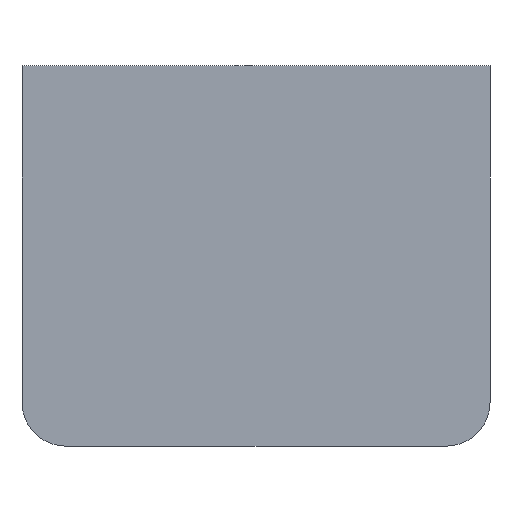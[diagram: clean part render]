
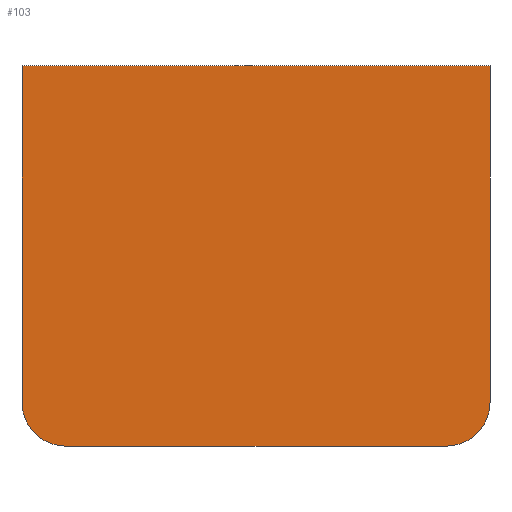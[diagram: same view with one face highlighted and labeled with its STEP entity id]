
A CAD part, front view. The second image highlights one B-rep face of the part: STEP entity #103.
In plain terms, the highlighted planar face has unit normal (0, -1, 0).
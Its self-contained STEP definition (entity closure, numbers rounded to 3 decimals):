
#3 = CARTESIAN_POINT ( 'NONE',  ( -6.5, 0., -13. ) ) ;
#10 = DIRECTION ( 'NONE',  ( 0., 0., 1. ) ) ;
#21 = CARTESIAN_POINT ( 'NONE',  ( 8., 0., 0. ) ) ;
#22 = LINE ( 'NONE', #165, #226 ) ;
#23 = VECTOR ( 'NONE', #49, 1000. ) ;
#27 = DIRECTION ( 'NONE',  ( 0., 0., -1. ) ) ;
#35 = CIRCLE ( 'NONE', #99, 1.5 ) ;
#38 = EDGE_CURVE ( 'NONE', #153, #114, #22, .T. ) ;
#43 = DIRECTION ( 'NONE',  ( 0., 0., 1. ) ) ;
#49 = DIRECTION ( 'NONE',  ( 0., 0., -1. ) ) ;
#51 = LINE ( 'NONE', #154, #145 ) ;
#57 = VERTEX_POINT ( 'NONE', #21 ) ;
#67 = CARTESIAN_POINT ( 'NONE',  ( -8., 0., 0. ) ) ;
#72 = CARTESIAN_POINT ( 'NONE',  ( -8., 0., 0. ) ) ;
#74 = EDGE_CURVE ( 'NONE', #114, #57, #253, .T. ) ;
#76 = ORIENTED_EDGE ( 'NONE', *, *, #137, .F. ) ;
#85 = DIRECTION ( 'NONE',  ( 0., 0., 1. ) ) ;
#88 = EDGE_CURVE ( 'NONE', #239, #153, #251, .T. ) ;
#90 = ORIENTED_EDGE ( 'NONE', *, *, #38, .F. ) ;
#95 = ORIENTED_EDGE ( 'NONE', *, *, #88, .F. ) ;
#98 = ORIENTED_EDGE ( 'NONE', *, *, #238, .F. ) ;
#99 = AXIS2_PLACEMENT_3D ( 'NONE', #151, #130, #27 ) ;
#103 = ADVANCED_FACE ( 'NONE', ( #257 ), #234, .F. ) ;
#110 = DIRECTION ( 'NONE',  ( 0., 1., 0. ) ) ;
#111 = CARTESIAN_POINT ( 'NONE',  ( -6.5, 0., -11.5 ) ) ;
#114 = VERTEX_POINT ( 'NONE', #72 ) ;
#130 = DIRECTION ( 'NONE',  ( 0., 1., 0. ) ) ;
#134 = DIRECTION ( 'NONE',  ( -1., 0., 0. ) ) ;
#137 = EDGE_CURVE ( 'NONE', #161, #239, #51, .T. ) ;
#145 = VECTOR ( 'NONE', #134, 1000. ) ;
#148 = AXIS2_PLACEMENT_3D ( 'NONE', #185, #268, #85 ) ;
#150 = DIRECTION ( 'NONE',  ( 1., 0., 0. ) ) ;
#151 = CARTESIAN_POINT ( 'NONE',  ( 6.5, 0., -11.5 ) ) ;
#153 = VERTEX_POINT ( 'NONE', #242 ) ;
#154 = CARTESIAN_POINT ( 'NONE',  ( -6.5, 0., -13. ) ) ;
#161 = VERTEX_POINT ( 'NONE', #169 ) ;
#165 = CARTESIAN_POINT ( 'NONE',  ( -8., 0., -11.5 ) ) ;
#169 = CARTESIAN_POINT ( 'NONE',  ( 6.5, 0., -13. ) ) ;
#172 = LINE ( 'NONE', #189, #23 ) ;
#181 = CARTESIAN_POINT ( 'NONE',  ( 8., 0., -11.5 ) ) ;
#182 = AXIS2_PLACEMENT_3D ( 'NONE', #111, #110, #10 ) ;
#185 = CARTESIAN_POINT ( 'NONE',  ( -6.5, 0., -11.5 ) ) ;
#189 = CARTESIAN_POINT ( 'NONE',  ( 8., 0., -11.5 ) ) ;
#199 = ORIENTED_EDGE ( 'NONE', *, *, #208, .F. ) ;
#208 = EDGE_CURVE ( 'NONE', #57, #261, #172, .T. ) ;
#226 = VECTOR ( 'NONE', #43, 1000. ) ;
#227 = EDGE_LOOP ( 'NONE', ( #199, #235, #90, #95, #76, #98 ) ) ;
#234 = PLANE ( 'NONE',  #182 ) ;
#235 = ORIENTED_EDGE ( 'NONE', *, *, #74, .F. ) ;
#236 = VECTOR ( 'NONE', #150, 1000. ) ;
#238 = EDGE_CURVE ( 'NONE', #261, #161, #35, .T. ) ;
#239 = VERTEX_POINT ( 'NONE', #3 ) ;
#242 = CARTESIAN_POINT ( 'NONE',  ( -8., 0., -11.5 ) ) ;
#251 = CIRCLE ( 'NONE', #148, 1.5 ) ;
#253 = LINE ( 'NONE', #67, #236 ) ;
#257 = FACE_OUTER_BOUND ( 'NONE', #227, .T. ) ;
#261 = VERTEX_POINT ( 'NONE', #181 ) ;
#268 = DIRECTION ( 'NONE',  ( 0., 1., 0. ) ) ;
